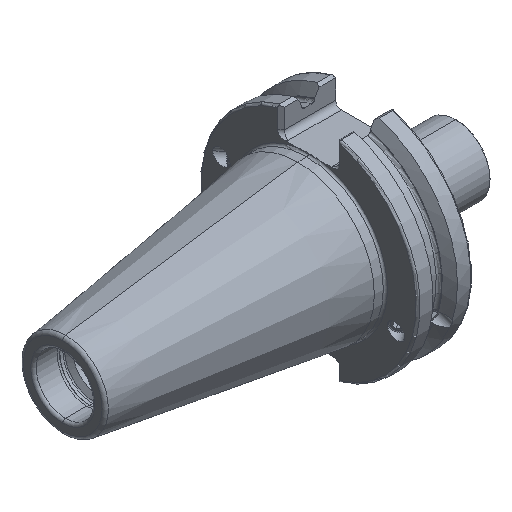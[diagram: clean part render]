
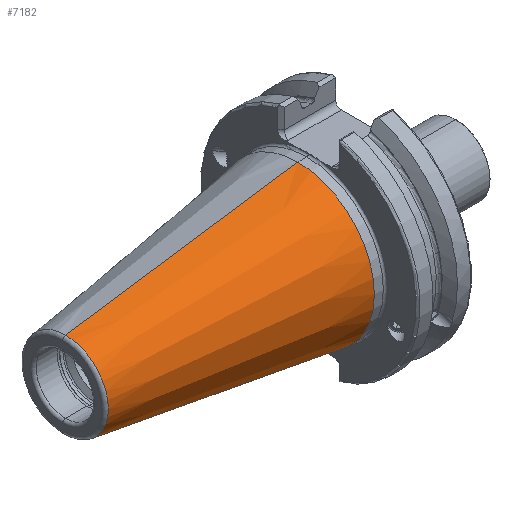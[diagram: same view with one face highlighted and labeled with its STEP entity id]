
A CAD part, isometric view. The second image highlights one B-rep face of the part: STEP entity #7182.
In plain terms, the highlighted conical face has half-angle 8.297 degrees and reference radius 22.225 mm.
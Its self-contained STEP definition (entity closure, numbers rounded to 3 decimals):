
#16 = DIRECTION ( 'NONE',  ( 1., 0., 0. ) ) ;
#476 = EDGE_LOOP ( 'NONE', ( #1101, #1592, #2949, #1081 ) ) ;
#566 = FACE_OUTER_BOUND ( 'NONE', #476, .T. ) ;
#747 = CARTESIAN_POINT ( 'NONE',  ( -67.394, 0., 0. ) ) ;
#848 = LINE ( 'NONE', #4157, #4495 ) ;
#872 = VERTEX_POINT ( 'NONE', #6041 ) ;
#1081 = ORIENTED_EDGE ( 'NONE', *, *, #5701, .T. ) ;
#1101 = ORIENTED_EDGE ( 'NONE', *, *, #2416, .F. ) ;
#1259 = CARTESIAN_POINT ( 'NONE',  ( -67.394, 0., -12.397 ) ) ;
#1592 = ORIENTED_EDGE ( 'NONE', *, *, #4276, .F. ) ;
#1717 = DIRECTION ( 'NONE',  ( 0., 0., 1. ) ) ;
#1769 = VECTOR ( 'NONE', #3036, 1000. ) ;
#1851 = DIRECTION ( 'NONE',  ( 0., 0., 1. ) ) ;
#2339 = AXIS2_PLACEMENT_3D ( 'NONE', #747, #5918, #1851 ) ;
#2416 = EDGE_CURVE ( 'NONE', #3809, #3986, #848, .T. ) ;
#2720 = CARTESIAN_POINT ( 'NONE',  ( -67.394, 0., 12.397 ) ) ;
#2846 = DIRECTION ( 'NONE',  ( 0., 0., -1. ) ) ;
#2949 = ORIENTED_EDGE ( 'NONE', *, *, #5779, .T. ) ;
#3036 = DIRECTION ( 'NONE',  ( 0.99, 0., -0.144 ) ) ;
#3634 = LINE ( 'NONE', #4737, #1769 ) ;
#3809 = VERTEX_POINT ( 'NONE', #2720 ) ;
#3986 = VERTEX_POINT ( 'NONE', #5270 ) ;
#4157 = CARTESIAN_POINT ( 'NONE',  ( 0., 0., 22.225 ) ) ;
#4276 = EDGE_CURVE ( 'NONE', #6289, #3809, #4572, .T. ) ;
#4495 = VECTOR ( 'NONE', #6423, 1000. ) ;
#4547 = DIRECTION ( 'NONE',  ( -1., 0., 0. ) ) ;
#4572 = CIRCLE ( 'NONE', #2339, 12.397 ) ;
#4710 = AXIS2_PLACEMENT_3D ( 'NONE', #5636, #4547, #1717 ) ;
#4737 = CARTESIAN_POINT ( 'NONE',  ( 0., 0., -22.225 ) ) ;
#4956 = CONICAL_SURFACE ( 'NONE', #5912, 22.225, 0.145 ) ;
#5190 = CIRCLE ( 'NONE', #4710, 22.225 ) ;
#5270 = CARTESIAN_POINT ( 'NONE',  ( 0., 0., 22.225 ) ) ;
#5636 = CARTESIAN_POINT ( 'NONE',  ( 0., 0., 0. ) ) ;
#5669 = CARTESIAN_POINT ( 'NONE',  ( 0., 0., 0. ) ) ;
#5701 = EDGE_CURVE ( 'NONE', #872, #3986, #5190, .T. ) ;
#5779 = EDGE_CURVE ( 'NONE', #6289, #872, #3634, .T. ) ;
#5912 = AXIS2_PLACEMENT_3D ( 'NONE', #5669, #16, #2846 ) ;
#5918 = DIRECTION ( 'NONE',  ( -1., 0., 0. ) ) ;
#6041 = CARTESIAN_POINT ( 'NONE',  ( 0., 0., -22.225 ) ) ;
#6289 = VERTEX_POINT ( 'NONE', #1259 ) ;
#6423 = DIRECTION ( 'NONE',  ( 0.99, 0., 0.144 ) ) ;
#7182 = ADVANCED_FACE ( 'NONE', ( #566 ), #4956, .T. ) ;
